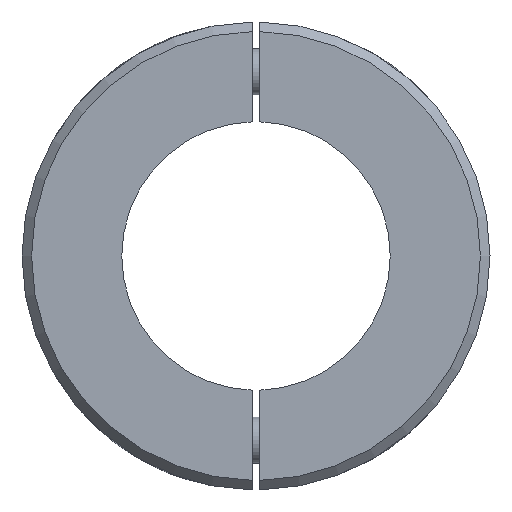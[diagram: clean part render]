
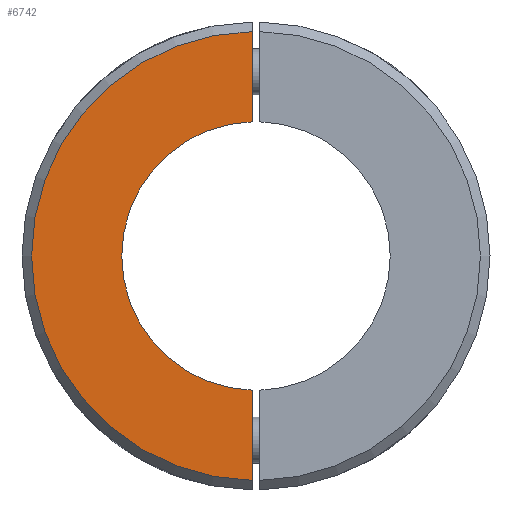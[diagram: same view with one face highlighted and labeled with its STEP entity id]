
A CAD part, left-side view. The second image highlights one B-rep face of the part: STEP entity #6742.
In plain terms, the highlighted planar face has unit normal (-1, 0, 0).
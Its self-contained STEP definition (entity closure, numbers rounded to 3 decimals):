
#260 = CARTESIAN_POINT ( 'NONE',  ( -110., 0., 0. ) ) ;
#654 = DIRECTION ( 'NONE',  ( 1., 0., 0. ) ) ;
#806 = CARTESIAN_POINT ( 'NONE',  ( -110., 1., -34.986 ) ) ;
#863 = VERTEX_POINT ( 'NONE', #13294 ) ;
#1392 = CARTESIAN_POINT ( 'NONE',  ( -110., 1., 61. ) ) ;
#1594 = EDGE_CURVE ( 'NONE', #1619, #11388, #3910, .T. ) ;
#1596 = VECTOR ( 'NONE', #9481, 1000. ) ;
#1619 = VERTEX_POINT ( 'NONE', #8610 ) ;
#1646 = LINE ( 'NONE', #10310, #1596 ) ;
#3143 = AXIS2_PLACEMENT_3D ( 'NONE', #10422, #654, #6986 ) ;
#3910 = CIRCLE ( 'NONE', #7775, 58.5 ) ;
#4624 = DIRECTION ( 'NONE',  ( -1., 0., 0. ) ) ;
#4983 = DIRECTION ( 'NONE',  ( 0., 0., 1. ) ) ;
#5582 = ORIENTED_EDGE ( 'NONE', *, *, #5640, .T. ) ;
#5640 = EDGE_CURVE ( 'NONE', #11388, #6614, #7779, .T. ) ;
#6038 = PLANE ( 'NONE',  #3143 ) ;
#6614 = VERTEX_POINT ( 'NONE', #806 ) ;
#6742 = ADVANCED_FACE ( 'NONE', ( #10212 ), #6038, .F. ) ;
#6986 = DIRECTION ( 'NONE',  ( 0., 0., -1. ) ) ;
#7775 = AXIS2_PLACEMENT_3D ( 'NONE', #8258, #10566, #8321 ) ;
#7779 = LINE ( 'NONE', #1392, #11557 ) ;
#7938 = ORIENTED_EDGE ( 'NONE', *, *, #13029, .T. ) ;
#8258 = CARTESIAN_POINT ( 'NONE',  ( -110., 0., 0. ) ) ;
#8321 = DIRECTION ( 'NONE',  ( 0., 0., -1. ) ) ;
#8610 = CARTESIAN_POINT ( 'NONE',  ( -110., 1., 58.491 ) ) ;
#9159 = ORIENTED_EDGE ( 'NONE', *, *, #12392, .F. ) ;
#9324 = AXIS2_PLACEMENT_3D ( 'NONE', #260, #4624, #4983 ) ;
#9481 = DIRECTION ( 'NONE',  ( 0., 0., 1. ) ) ;
#10212 = FACE_OUTER_BOUND ( 'NONE', #10577, .T. ) ;
#10310 = CARTESIAN_POINT ( 'NONE',  ( -110., 1., 61. ) ) ;
#10422 = CARTESIAN_POINT ( 'NONE',  ( -110., 61., 0. ) ) ;
#10566 = DIRECTION ( 'NONE',  ( -1., 0., 0. ) ) ;
#10577 = EDGE_LOOP ( 'NONE', ( #11972, #5582, #9159, #7938 ) ) ;
#10852 = CARTESIAN_POINT ( 'NONE',  ( -110., 1., -58.491 ) ) ;
#11388 = VERTEX_POINT ( 'NONE', #10852 ) ;
#11557 = VECTOR ( 'NONE', #12136, 1000. ) ;
#11777 = CIRCLE ( 'NONE', #9324, 35. ) ;
#11972 = ORIENTED_EDGE ( 'NONE', *, *, #1594, .T. ) ;
#12136 = DIRECTION ( 'NONE',  ( 0., 0., 1. ) ) ;
#12392 = EDGE_CURVE ( 'NONE', #863, #6614, #11777, .T. ) ;
#13029 = EDGE_CURVE ( 'NONE', #863, #1619, #1646, .T. ) ;
#13294 = CARTESIAN_POINT ( 'NONE',  ( -110., 1., 34.986 ) ) ;
